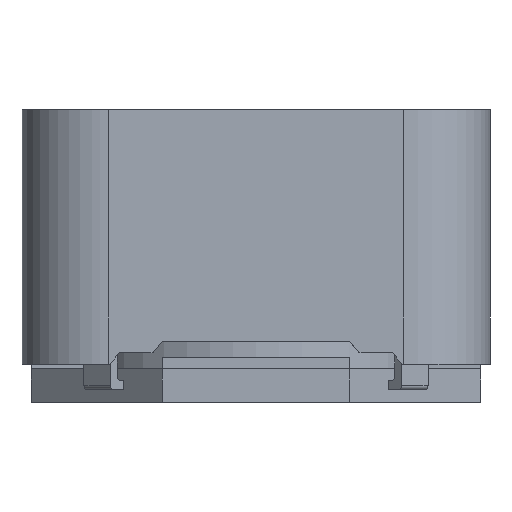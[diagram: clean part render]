
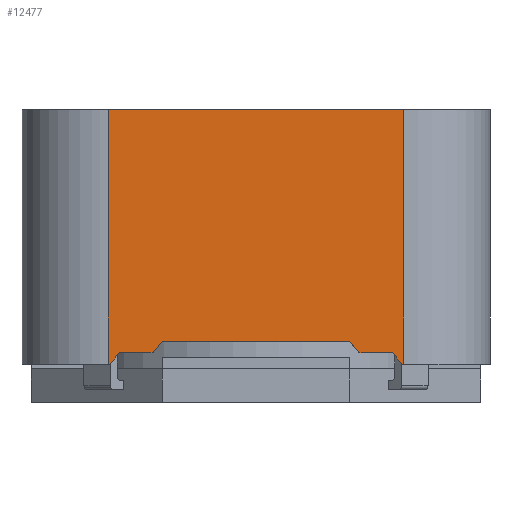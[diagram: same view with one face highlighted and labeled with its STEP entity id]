
A CAD part, front view. The second image highlights one B-rep face of the part: STEP entity #12477.
In plain terms, the highlighted free-form (B-spline) face has degree [1, 1] with [2, 2] control points.
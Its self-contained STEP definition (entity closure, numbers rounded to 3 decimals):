
#10714=CARTESIAN_POINT('',(-3.95,-6.25,7.825));
#10715=VERTEX_POINT('',#10714);
#10716=CARTESIAN_POINT('',(3.95,-6.25,7.825));
#10717=VERTEX_POINT('',#10716);
#10718=CARTESIAN_POINT('',(-3.95,-6.25,7.825));
#10719=CARTESIAN_POINT('',(3.95,-6.25,7.825));
#10720=B_SPLINE_CURVE_WITH_KNOTS('',1,(#10718,#10719),.POLYLINE_FORM.,.F.,.U.,(2,2),(0.,1.),.UNSPECIFIED.);
#10721=EDGE_CURVE('',#10715,#10717,#10720,.T.);
#12384=CARTESIAN_POINT('',(3.95,-6.25,1.025));
#12385=VERTEX_POINT('',#12384);
#12392=CARTESIAN_POINT('',(3.95,-6.25,7.825));
#12393=CARTESIAN_POINT('',(3.95,-6.25,1.025));
#12394=B_SPLINE_CURVE_WITH_KNOTS('',1,(#12392,#12393),.POLYLINE_FORM.,.F.,.U.,(2,2),(0.,1.),.UNSPECIFIED.);
#12395=EDGE_CURVE('',#10717,#12385,#12394,.T.);
#12400=CARTESIAN_POINT('',(-3.95,-6.25,7.825));
#12401=CARTESIAN_POINT('',(-3.95,-6.25,1.025));
#12402=CARTESIAN_POINT('',(3.95,-6.25,7.825));
#12403=CARTESIAN_POINT('',(3.95,-6.25,1.025));
#12404=B_SPLINE_SURFACE_WITH_KNOTS('',1,1,((#12400,#12401),(#12402,#12403)),.PLANE_SURF.,.F.,.F.,.U.,(2,2),(2,2),(0.,1.),(0.,1.),.UNSPECIFIED.);
#12405=ORIENTED_EDGE('',*,*,#10721,.T.);
#12406=ORIENTED_EDGE('',*,*,#12395,.T.);
#12407=CARTESIAN_POINT('',(3.9,-6.25,1.025));
#12408=VERTEX_POINT('',#12407);
#12409=CARTESIAN_POINT('',(3.9,-6.25,1.025));
#12410=CARTESIAN_POINT('',(3.95,-6.25,1.025));
#12411=B_SPLINE_CURVE_WITH_KNOTS('',1,(#12409,#12410),.POLYLINE_FORM.,.F.,.U.,(2,2),(0.994,1.),.UNSPECIFIED.);
#12412=EDGE_CURVE('',#12408,#12385,#12411,.T.);
#12413=ORIENTED_EDGE('',*,*,#12412,.F.);
#12414=CARTESIAN_POINT('',(3.65,-6.25,1.325));
#12415=VERTEX_POINT('',#12414);
#12416=CARTESIAN_POINT('',(3.9,-6.25,1.025));
#12417=CARTESIAN_POINT('',(3.65,-6.25,1.325));
#12418=B_SPLINE_CURVE_WITH_KNOTS('',1,(#12416,#12417),.POLYLINE_FORM.,.F.,.U.,(2,2),(0.221,0.242),.UNSPECIFIED.);
#12419=EDGE_CURVE('',#12408,#12415,#12418,.T.);
#12420=ORIENTED_EDGE('',*,*,#12419,.T.);
#12421=CARTESIAN_POINT('',(2.75,-6.25,1.325));
#12422=VERTEX_POINT('',#12421);
#12423=CARTESIAN_POINT('',(3.65,-6.25,1.325));
#12424=CARTESIAN_POINT('',(2.75,-6.25,1.325));
#12425=B_SPLINE_CURVE_WITH_KNOTS('',1,(#12423,#12424),.POLYLINE_FORM.,.F.,.U.,(2,2),(0.289,0.341),.UNSPECIFIED.);
#12426=EDGE_CURVE('',#12415,#12422,#12425,.T.);
#12427=ORIENTED_EDGE('',*,*,#12426,.T.);
#12428=CARTESIAN_POINT('',(2.5,-6.25,1.625));
#12429=VERTEX_POINT('',#12428);
#12430=CARTESIAN_POINT('',(2.75,-6.25,1.325));
#12431=CARTESIAN_POINT('',(2.5,-6.25,1.625));
#12432=B_SPLINE_CURVE_WITH_KNOTS('',1,(#12430,#12431),.POLYLINE_FORM.,.F.,.U.,(2,2),(0.275,0.296),.UNSPECIFIED.);
#12433=EDGE_CURVE('',#12422,#12429,#12432,.T.);
#12434=ORIENTED_EDGE('',*,*,#12433,.T.);
#12435=CARTESIAN_POINT('',(-2.5,-6.25,1.625));
#12436=VERTEX_POINT('',#12435);
#12437=CARTESIAN_POINT('',(2.5,-6.25,1.625));
#12438=CARTESIAN_POINT('',(-2.5,-6.25,1.625));
#12439=B_SPLINE_CURVE_WITH_KNOTS('',1,(#12437,#12438),.POLYLINE_FORM.,.F.,.U.,(2,2),(0.357,0.643),.UNSPECIFIED.);
#12440=EDGE_CURVE('',#12429,#12436,#12439,.T.);
#12441=ORIENTED_EDGE('',*,*,#12440,.T.);
#12442=CARTESIAN_POINT('',(-2.75,-6.25,1.325));
#12443=VERTEX_POINT('',#12442);
#12444=CARTESIAN_POINT('',(-2.5,-6.25,1.625));
#12445=CARTESIAN_POINT('',(-2.75,-6.25,1.325));
#12446=B_SPLINE_CURVE_WITH_KNOTS('',1,(#12444,#12445),.POLYLINE_FORM.,.F.,.U.,(2,2),(0.704,0.725),.UNSPECIFIED.);
#12447=EDGE_CURVE('',#12436,#12443,#12446,.T.);
#12448=ORIENTED_EDGE('',*,*,#12447,.T.);
#12449=CARTESIAN_POINT('',(-3.65,-6.25,1.325));
#12450=VERTEX_POINT('',#12449);
#12451=CARTESIAN_POINT('',(-2.75,-6.25,1.325));
#12452=CARTESIAN_POINT('',(-3.65,-6.25,1.325));
#12453=B_SPLINE_CURVE_WITH_KNOTS('',1,(#12451,#12452),.POLYLINE_FORM.,.F.,.U.,(2,2),(0.659,0.711),.UNSPECIFIED.);
#12454=EDGE_CURVE('',#12443,#12450,#12453,.T.);
#12455=ORIENTED_EDGE('',*,*,#12454,.T.);
#12456=CARTESIAN_POINT('',(-3.9,-6.25,1.025));
#12457=VERTEX_POINT('',#12456);
#12458=CARTESIAN_POINT('',(-3.65,-6.25,1.325));
#12459=CARTESIAN_POINT('',(-3.9,-6.25,1.025));
#12460=B_SPLINE_CURVE_WITH_KNOTS('',1,(#12458,#12459),.POLYLINE_FORM.,.F.,.U.,(2,2),(0.758,0.779),.UNSPECIFIED.);
#12461=EDGE_CURVE('',#12450,#12457,#12460,.T.);
#12462=ORIENTED_EDGE('',*,*,#12461,.T.);
#12463=CARTESIAN_POINT('',(-3.95,-6.25,1.025));
#12464=VERTEX_POINT('',#12463);
#12465=CARTESIAN_POINT('',(-3.95,-6.25,1.025));
#12466=CARTESIAN_POINT('',(-3.9,-6.25,1.025));
#12467=B_SPLINE_CURVE_WITH_KNOTS('',1,(#12465,#12466),.POLYLINE_FORM.,.F.,.U.,(2,2),(0.,0.006),.UNSPECIFIED.);
#12468=EDGE_CURVE('',#12464,#12457,#12467,.T.);
#12469=ORIENTED_EDGE('',*,*,#12468,.F.);
#12470=CARTESIAN_POINT('',(-3.95,-6.25,7.825));
#12471=CARTESIAN_POINT('',(-3.95,-6.25,1.025));
#12472=B_SPLINE_CURVE_WITH_KNOTS('',1,(#12470,#12471),.POLYLINE_FORM.,.F.,.U.,(2,2),(0.,1.),.UNSPECIFIED.);
#12473=EDGE_CURVE('',#10715,#12464,#12472,.T.);
#12474=ORIENTED_EDGE('',*,*,#12473,.F.);
#12475=EDGE_LOOP('',(#12405,#12406,#12413,#12420,#12427,#12434,#12441,#12448,#12455,#12462,#12469,#12474));
#12476=FACE_OUTER_BOUND('',#12475,.F.);
#12477=ADVANCED_FACE('',(#12476),#12404,.F.);
